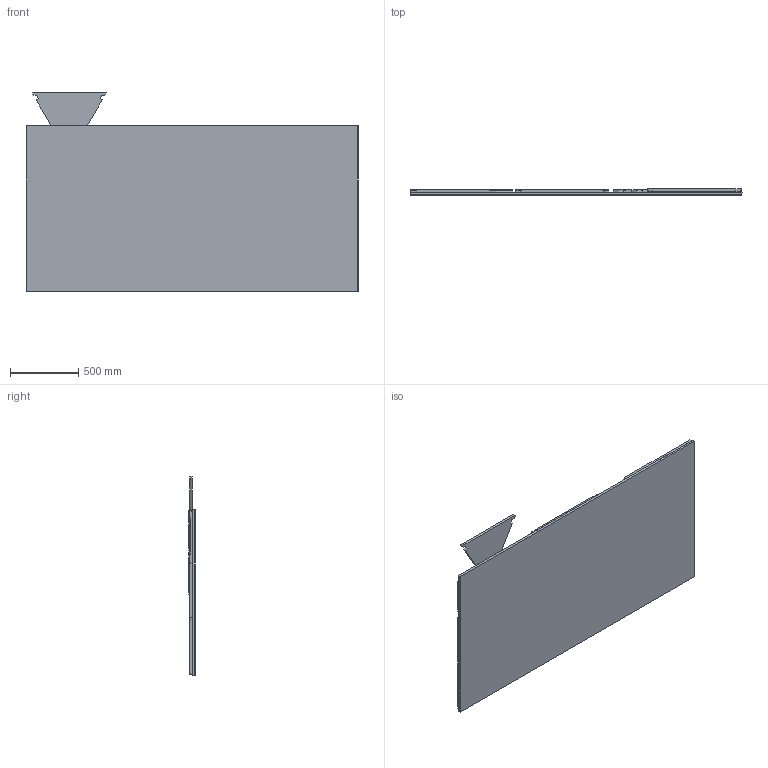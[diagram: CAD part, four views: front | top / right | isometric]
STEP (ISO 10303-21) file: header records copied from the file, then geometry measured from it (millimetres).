
FILE_DESCRIPTION(/* description */ ('VariCAD 2013-2.01 AP-214'),/* implementation_level */ '2;1');
FILE_NAME(/* name */ 'Top Bar - v2.0 - Flat Layout.stp',/* time_stamp */ '2013-09-09T20:44:15-06:00',/* author */ (''),/* organization */ (''),/* preprocessor_version */ 'ST-DEVELOPER v14',/* originating_system */ 'VariCAD 2013-2.01; kernel version (20130303)',/* authorisation */ '');
FILE_SCHEMA (('AUTOMOTIVE_DESIGN'));
Length unit declared in the file: inch
Products named in the file (36): Top Bar - v2.0 - Flat Layout
Assembly tree (35 placements, depth 2):
  Top Bar - v2.0 - Flat Layout
    (unnamed)
    (unnamed)
    (unnamed)
    (unnamed)
    (unnamed)
    (unnamed)
    (unnamed)
    (unnamed)
    (unnamed)
    (unnamed)
    (unnamed)
    (unnamed)
    (unnamed)
    (unnamed)
    (unnamed)
    (unnamed)
    (unnamed)
    (unnamed)
    (unnamed)
    (unnamed)
    (unnamed)
    (unnamed)
    (unnamed)
    (unnamed)
    (unnamed)
    (unnamed)
    (unnamed)
    (unnamed)
    (unnamed)
    (unnamed)
    (unnamed)
    (unnamed)
    (unnamed)
    (unnamed)
    (unnamed)
Bounding box: 2438.41 x 44.64 x 1464.11 mm (x, y, z)
Volume: 96473061.1 mm3; surface area: 11210814.2 mm2
Topology: 35 solids, 35 shells, 1704 faces, 4766 edges, 3150 vertices
Faces by surface type: plane 1074, cylinder 630
Entity records: 56341 total; most frequent: CARTESIAN_POINT 9766, DIRECTION 9638, ORIENTED_EDGE 9532, EDGE_CURVE 4766, LINE 3498, VECTOR 3498, VERTEX_POINT 3150, AXIS2_PLACEMENT_3D 3070
